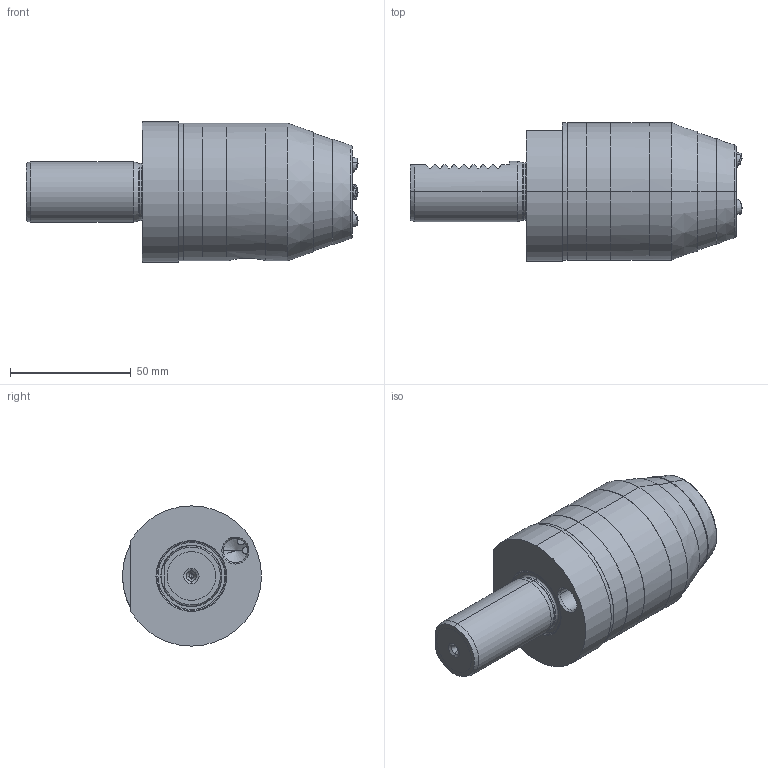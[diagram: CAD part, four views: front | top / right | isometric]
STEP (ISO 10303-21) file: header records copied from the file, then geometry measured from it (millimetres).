
FILE_DESCRIPTION (( 'STEP AP214' ), '1' );
FILE_NAME ('10.09.2020_71.05.046.201.STEP', '2020-09-10T13:34:58', ( '' ), ( '' ), 'SwSTEP 2.0', 'SolidWorks 2014', '' );
FILE_SCHEMA (( 'AUTOMOTIVE_DESIGN' ));
Length unit declared in the file: millimetre
Products named in the file (1): 10.09.2020_71.05.046.201
Bounding box: 137.34 x 57.5 x 58 mm (x, y, z)
Volume: 200843.9 mm3; surface area: 70369.1 mm2
Topology: 19 solids, 19 shells, 610 faces, 1527 edges, 945 vertices
Faces by surface type: cylinder 216, plane 200, cone 140, torus 42, sphere 12
Entity records: 26362 total; most frequent: CARTESIAN_POINT 5077, DIRECTION 3076, ORIENTED_EDGE 2972, EDGE_CURVE 1486, AXIS2_PLACEMENT_3D 1229, VERTEX_POINT 924, EDGE_LOOP 680, UNCERTAINTY_MEASURE_WITH_UNIT 631
